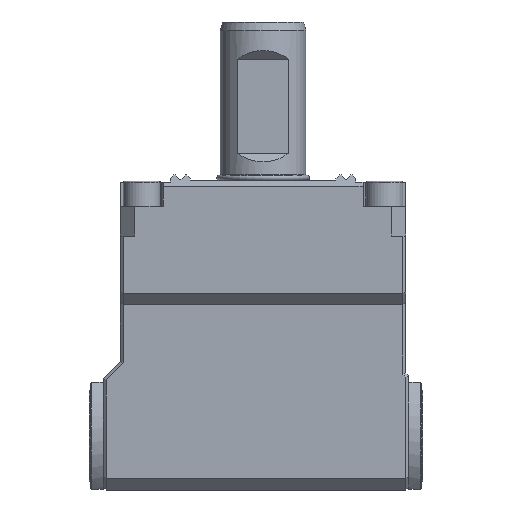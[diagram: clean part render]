
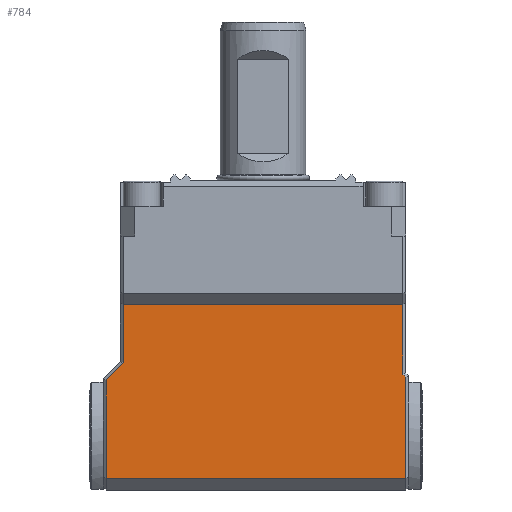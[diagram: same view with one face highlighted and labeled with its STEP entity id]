
A CAD part, front view. The second image highlights one B-rep face of the part: STEP entity #784.
In plain terms, the highlighted planar face has unit normal (0, -1, 0).
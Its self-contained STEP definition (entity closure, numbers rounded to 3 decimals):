
#180=LINE('',#4505,#448);
#193=LINE('',#4535,#461);
#198=LINE('',#4546,#466);
#200=LINE('',#4550,#468);
#201=LINE('',#4552,#469);
#202=LINE('',#4554,#470);
#203=LINE('',#4555,#471);
#204=LINE('',#4556,#472);
#448=VECTOR('',#3277,1.);
#461=VECTOR('',#3296,1.);
#466=VECTOR('',#3303,1.);
#468=VECTOR('',#3307,1.);
#469=VECTOR('',#3308,1.);
#470=VECTOR('',#3309,1.);
#471=VECTOR('',#3310,1.);
#472=VECTOR('',#3311,1.);
#784=ADVANCED_FACE('',(#1038),#918,.F.);
#918=PLANE('',#2833);
#1038=FACE_OUTER_BOUND('',#1208,.T.);
#1208=EDGE_LOOP('',(#1642,#1643,#1644,#1645,#1646,#1647,#1648,#1649));
#1642=ORIENTED_EDGE('',*,*,#2478,.F.);
#1643=ORIENTED_EDGE('',*,*,#2480,.T.);
#1644=ORIENTED_EDGE('',*,*,#2481,.T.);
#1645=ORIENTED_EDGE('',*,*,#2482,.T.);
#1646=ORIENTED_EDGE('',*,*,#2460,.T.);
#1647=ORIENTED_EDGE('',*,*,#2483,.T.);
#1648=ORIENTED_EDGE('',*,*,#2473,.T.);
#1649=ORIENTED_EDGE('',*,*,#2484,.T.);
#2172=VERTEX_POINT('',#4506);
#2173=VERTEX_POINT('',#4507);
#2185=VERTEX_POINT('',#4534);
#2186=VERTEX_POINT('',#4536);
#2190=VERTEX_POINT('',#4545);
#2191=VERTEX_POINT('',#4547);
#2192=VERTEX_POINT('',#4551);
#2193=VERTEX_POINT('',#4553);
#2460=EDGE_CURVE('',#2172,#2173,#180,.T.);
#2473=EDGE_CURVE('',#2186,#2185,#193,.T.);
#2478=EDGE_CURVE('',#2190,#2191,#198,.T.);
#2480=EDGE_CURVE('',#2190,#2192,#200,.T.);
#2481=EDGE_CURVE('',#2192,#2193,#201,.T.);
#2482=EDGE_CURVE('',#2193,#2172,#202,.T.);
#2483=EDGE_CURVE('',#2173,#2186,#203,.T.);
#2484=EDGE_CURVE('',#2185,#2191,#204,.T.);
#2833=AXIS2_PLACEMENT_3D('',#4557,#3312,#3313);
#3277=DIRECTION('',(1.,0.,0.));
#3296=DIRECTION('',(-0.707,0.,0.707));
#3303=DIRECTION('',(1.,0.,0.));
#3307=DIRECTION('',(0.,0.,-1.));
#3308=DIRECTION('',(-0.707,0.,-0.707));
#3309=DIRECTION('',(0.,0.,-1.));
#3310=DIRECTION('',(0.,0.,1.));
#3311=DIRECTION('',(0.,0.,1.));
#3312=DIRECTION('',(0.,1.,0.));
#3313=DIRECTION('',(0.,0.,-1.));
#4505=CARTESIAN_POINT('',(51.,-28.,-105.));
#4506=CARTESIAN_POINT('',(-55.,-28.,-105.));
#4507=CARTESIAN_POINT('',(50.,-28.,-105.));
#4534=CARTESIAN_POINT('',(49.,-28.,-68.414));
#4535=CARTESIAN_POINT('',(-61.563,-28.,42.149));
#4536=CARTESIAN_POINT('',(50.,-28.,-69.414));
#4545=CARTESIAN_POINT('',(-49.,-28.,-44.));
#4546=CARTESIAN_POINT('',(-219.563,-28.,-44.));
#4547=CARTESIAN_POINT('',(49.,-28.,-44.));
#4550=CARTESIAN_POINT('',(-49.,-28.,-64.));
#4551=CARTESIAN_POINT('',(-49.,-28.,-64.414));
#4552=CARTESIAN_POINT('',(-55.293,-28.,-70.707));
#4553=CARTESIAN_POINT('',(-55.,-28.,-70.414));
#4554=CARTESIAN_POINT('',(-55.,-28.,-105.));
#4555=CARTESIAN_POINT('',(50.,-28.,-69.));
#4556=CARTESIAN_POINT('',(49.,-28.,-115.85));
#4557=CARTESIAN_POINT('',(-219.563,-28.,-115.85));
